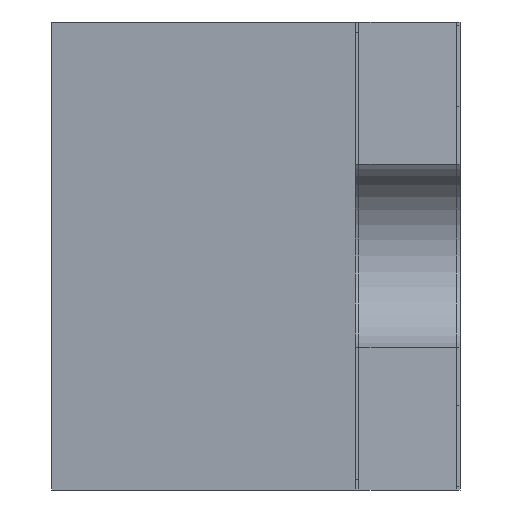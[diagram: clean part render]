
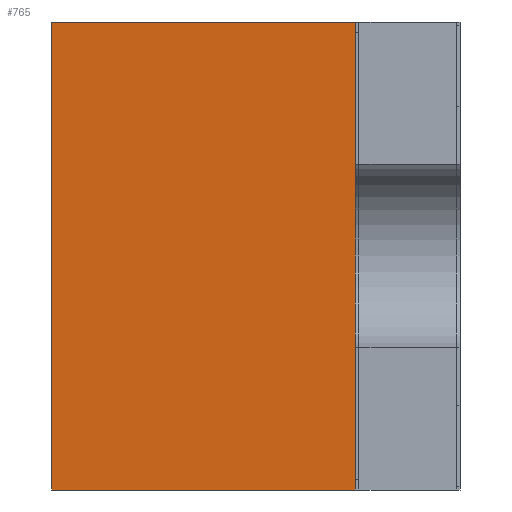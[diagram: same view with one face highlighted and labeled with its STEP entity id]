
A CAD part, left-side view. The second image highlights one B-rep face of the part: STEP entity #765.
In plain terms, the highlighted planar face has unit normal (-0.996, 0.091, 0).
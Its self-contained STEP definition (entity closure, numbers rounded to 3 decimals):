
#11 = DIRECTION ( 'NONE',  ( 0.091, 0.996, 0. ) ) ;
#111 = ORIENTED_EDGE ( 'NONE', *, *, #2620, .T. ) ;
#226 = CARTESIAN_POINT ( 'NONE',  ( -0.625, 1.08, -0.625 ) ) ;
#500 = DIRECTION ( 'NONE',  ( -0.091, -0.996, 0. ) ) ;
#566 = DIRECTION ( 'NONE',  ( 0., 0., 1. ) ) ;
#718 = CARTESIAN_POINT ( 'NONE',  ( -0.625, 1.08, -0.625 ) ) ;
#742 = CARTESIAN_POINT ( 'NONE',  ( -0.625, 1.08, 0.625 ) ) ;
#751 = VERTEX_POINT ( 'NONE', #742 ) ;
#765 = ADVANCED_FACE ( 'NONE', ( #2371 ), #1340, .T. ) ;
#800 = VERTEX_POINT ( 'NONE', #718 ) ;
#839 = VECTOR ( 'NONE', #11, 1000. ) ;
#868 = EDGE_CURVE ( 'NONE', #1422, #2574, #1871, .T. ) ;
#893 = AXIS2_PLACEMENT_3D ( 'NONE', #1372, #1187, #933 ) ;
#933 = DIRECTION ( 'NONE',  ( -0.091, -0.996, 0. ) ) ;
#944 = VECTOR ( 'NONE', #566, 1000. ) ;
#974 = EDGE_LOOP ( 'NONE', ( #1048, #1240, #111, #1177 ) ) ;
#1048 = ORIENTED_EDGE ( 'NONE', *, *, #2214, .T. ) ;
#1177 = ORIENTED_EDGE ( 'NONE', *, *, #2097, .F. ) ;
#1187 = DIRECTION ( 'NONE',  ( -0.996, 0.091, 0. ) ) ;
#1240 = ORIENTED_EDGE ( 'NONE', *, *, #868, .T. ) ;
#1298 = VECTOR ( 'NONE', #1785, 1000. ) ;
#1340 = PLANE ( 'NONE',  #893 ) ;
#1356 = CARTESIAN_POINT ( 'NONE',  ( -0.7, 0.26, 0.625 ) ) ;
#1372 = CARTESIAN_POINT ( 'NONE',  ( -0.625, 1.08, -0.625 ) ) ;
#1422 = VERTEX_POINT ( 'NONE', #1737 ) ;
#1559 = LINE ( 'NONE', #1356, #839 ) ;
#1591 = LINE ( 'NONE', #2470, #2634 ) ;
#1651 = CARTESIAN_POINT ( 'NONE',  ( -0.7, 0.26, 0. ) ) ;
#1737 = CARTESIAN_POINT ( 'NONE',  ( -0.7, 0.26, -0.625 ) ) ;
#1785 = DIRECTION ( 'NONE',  ( 0., 0., 1. ) ) ;
#1871 = LINE ( 'NONE', #1651, #944 ) ;
#2097 = EDGE_CURVE ( 'NONE', #800, #751, #2668, .T. ) ;
#2214 = EDGE_CURVE ( 'NONE', #800, #1422, #1591, .T. ) ;
#2371 = FACE_OUTER_BOUND ( 'NONE', #974, .T. ) ;
#2470 = CARTESIAN_POINT ( 'NONE',  ( -0.625, 1.08, -0.625 ) ) ;
#2574 = VERTEX_POINT ( 'NONE', #2656 ) ;
#2620 = EDGE_CURVE ( 'NONE', #2574, #751, #1559, .T. ) ;
#2634 = VECTOR ( 'NONE', #500, 1000. ) ;
#2656 = CARTESIAN_POINT ( 'NONE',  ( -0.7, 0.26, 0.625 ) ) ;
#2668 = LINE ( 'NONE', #226, #1298 ) ;
